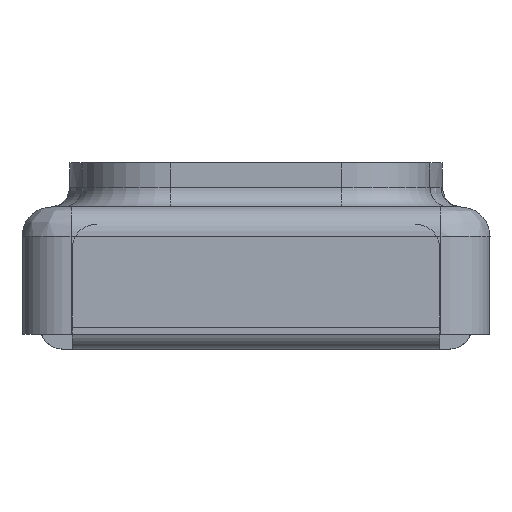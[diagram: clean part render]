
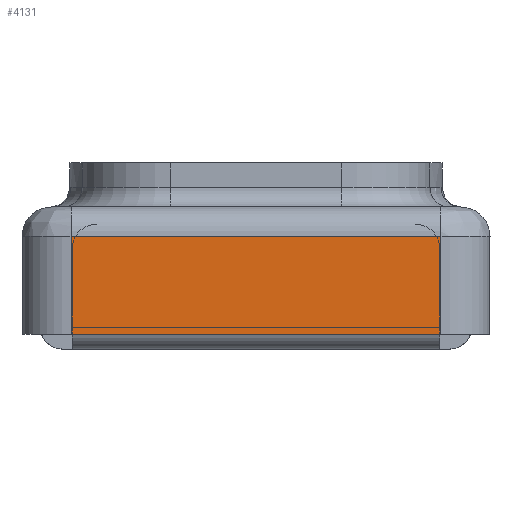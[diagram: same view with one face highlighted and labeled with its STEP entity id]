
A CAD part, left-side view. The second image highlights one B-rep face of the part: STEP entity #4131.
In plain terms, the highlighted planar face has unit normal (-1, 0, 0).
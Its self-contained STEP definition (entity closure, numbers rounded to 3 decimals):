
#1846=DIRECTION('',(0.,1.,0.));
#1847=VECTOR('',#1846,7.55);
#1848=CARTESIAN_POINT('',(-111.705,1.,-1.5));
#1849=LINE('',#1848,#1847);
#1983=DIRECTION('',(0.,0.,-1.));
#1984=VECTOR('',#1983,2.);
#1985=CARTESIAN_POINT('',(-111.705,8.55,-1.5));
#1986=LINE('',#1985,#1984);
#1995=DIRECTION('',(0.,0.,1.));
#1996=VECTOR('',#1995,2.);
#1997=CARTESIAN_POINT('',(-111.705,1.,-3.5));
#1998=LINE('',#1997,#1996);
#2157=DIRECTION('',(0.,-1.,0.));
#2158=VECTOR('',#2157,7.55);
#2159=CARTESIAN_POINT('',(-111.705,8.55,-3.5));
#2160=LINE('',#2159,#2158);
#3379=CARTESIAN_POINT('',(-111.705,8.55,-1.5));
#3380=VERTEX_POINT('',#3379);
#3381=CARTESIAN_POINT('',(-111.705,1.,-1.5));
#3382=VERTEX_POINT('',#3381);
#3442=CARTESIAN_POINT('',(-111.705,8.55,-3.5));
#3443=VERTEX_POINT('',#3442);
#3444=CARTESIAN_POINT('',(-111.705,1.,-3.5));
#3445=VERTEX_POINT('',#3444);
#4118=CARTESIAN_POINT('',(-111.705,9.55,-0.9));
#4119=DIRECTION('',(-1.,0.,0.));
#4120=DIRECTION('',(0.,-1.,0.));
#4121=AXIS2_PLACEMENT_3D('',#4118,#4119,#4120);
#4122=PLANE('',#4121);
#4123=ORIENTED_EDGE('',*,*,#3881,.F.);
#4125=ORIENTED_EDGE('',*,*,#4124,.F.);
#4127=ORIENTED_EDGE('',*,*,#4126,.F.);
#4128=ORIENTED_EDGE('',*,*,#4110,.F.);
#4129=EDGE_LOOP('',(#4123,#4125,#4127,#4128));
#4130=FACE_OUTER_BOUND('',#4129,.F.);
#4131=ADVANCED_FACE('',(#4130),#4122,.T.);
#3881=EDGE_CURVE('',#3382,#3380,#1849,.T.);
#4110=EDGE_CURVE('',#3380,#3443,#1986,.T.);
#4124=EDGE_CURVE('',#3445,#3382,#1998,.T.);
#4126=EDGE_CURVE('',#3443,#3445,#2160,.T.);
